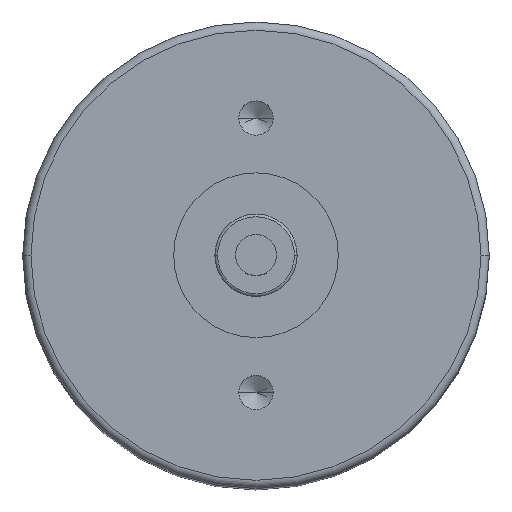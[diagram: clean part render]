
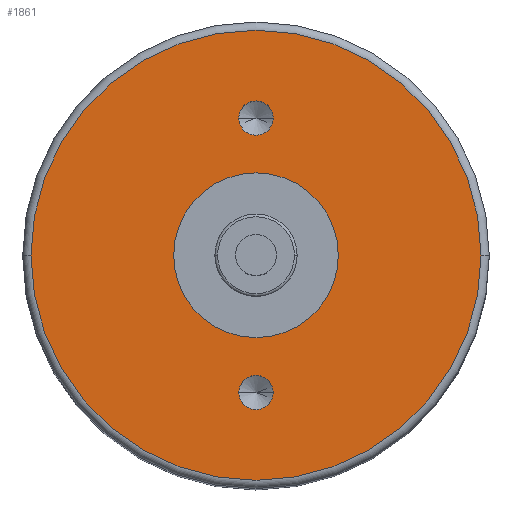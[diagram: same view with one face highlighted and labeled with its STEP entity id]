
A CAD part, top view. The second image highlights one B-rep face of the part: STEP entity #1861.
In plain terms, the highlighted planar face has unit normal (0, 0, 1).
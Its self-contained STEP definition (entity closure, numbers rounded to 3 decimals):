
#22 = VERTEX_POINT ( 'NONE', #2727 ) ;
#232 = CIRCLE ( 'NONE', #3659, 0.625 ) ;
#297 = DIRECTION ( 'NONE',  ( 1., 0., 0. ) ) ;
#367 = VERTEX_POINT ( 'NONE', #1819 ) ;
#440 = CARTESIAN_POINT ( 'NONE',  ( 0., 5., 0. ) ) ;
#463 = ORIENTED_EDGE ( 'NONE', *, *, #2172, .T. ) ;
#499 = ORIENTED_EDGE ( 'NONE', *, *, #2582, .T. ) ;
#511 = CARTESIAN_POINT ( 'NONE',  ( 0., 5., 0. ) ) ;
#546 = DIRECTION ( 'NONE',  ( 0., 0., 1. ) ) ;
#569 = EDGE_LOOP ( 'NONE', ( #3371, #3219 ) ) ;
#614 = ORIENTED_EDGE ( 'NONE', *, *, #1421, .F. ) ;
#682 = CARTESIAN_POINT ( 'NONE',  ( -0.625, 5., 0. ) ) ;
#695 = AXIS2_PLACEMENT_3D ( 'NONE', #511, #2633, #809 ) ;
#703 = EDGE_LOOP ( 'NONE', ( #463, #499 ) ) ;
#740 = DIRECTION ( 'NONE',  ( 1., 0., 0. ) ) ;
#809 = DIRECTION ( 'NONE',  ( 1., 0., 0. ) ) ;
#881 = CARTESIAN_POINT ( 'NONE',  ( 0.625, -5., 0. ) ) ;
#939 = FACE_BOUND ( 'NONE', #569, .T. ) ;
#1051 = CIRCLE ( 'NONE', #1939, 8.2 ) ;
#1158 = VERTEX_POINT ( 'NONE', #3630 ) ;
#1179 = AXIS2_PLACEMENT_3D ( 'NONE', #2373, #546, #2680 ) ;
#1394 = DIRECTION ( 'NONE',  ( 0., 0., 1. ) ) ;
#1421 = EDGE_CURVE ( 'NONE', #367, #1427, #3924, .T. ) ;
#1427 = VERTEX_POINT ( 'NONE', #881 ) ;
#1465 = CARTESIAN_POINT ( 'NONE',  ( -8.2, 0., 0. ) ) ;
#1502 = AXIS2_PLACEMENT_3D ( 'NONE', #1676, #3814, #1973 ) ;
#1554 = DIRECTION ( 'NONE',  ( 0., 0., 1. ) ) ;
#1624 = EDGE_LOOP ( 'NONE', ( #2284, #614 ) ) ;
#1653 = FACE_BOUND ( 'NONE', #1624, .T. ) ;
#1676 = CARTESIAN_POINT ( 'NONE',  ( 0., 0., 0. ) ) ;
#1819 = CARTESIAN_POINT ( 'NONE',  ( -0.625, -5., 0. ) ) ;
#1861 = ADVANCED_FACE ( 'NONE', ( #1873, #1653, #939 ), #3210, .T. ) ;
#1873 = FACE_OUTER_BOUND ( 'NONE', #703, .T. ) ;
#1939 = AXIS2_PLACEMENT_3D ( 'NONE', #3227, #1394, #3540 ) ;
#1973 = DIRECTION ( 'NONE',  ( 1., 0., 0. ) ) ;
#2123 = DIRECTION ( 'NONE',  ( 0., 0., 1. ) ) ;
#2172 = EDGE_CURVE ( 'NONE', #22, #3410, #1051, .T. ) ;
#2284 = ORIENTED_EDGE ( 'NONE', *, *, #3413, .F. ) ;
#2373 = CARTESIAN_POINT ( 'NONE',  ( 0., -5., 0. ) ) ;
#2575 = DIRECTION ( 'NONE',  ( 0., 0., 1. ) ) ;
#2582 = EDGE_CURVE ( 'NONE', #3410, #22, #2849, .T. ) ;
#2615 = CIRCLE ( 'NONE', #1179, 0.625 ) ;
#2633 = DIRECTION ( 'NONE',  ( 0., 0., 1. ) ) ;
#2680 = DIRECTION ( 'NONE',  ( 1., 0., 0. ) ) ;
#2727 = CARTESIAN_POINT ( 'NONE',  ( 8.2, 0., 0. ) ) ;
#2846 = VERTEX_POINT ( 'NONE', #682 ) ;
#2849 = CIRCLE ( 'NONE', #1502, 8.2 ) ;
#2894 = CARTESIAN_POINT ( 'NONE',  ( 0., 0., 0. ) ) ;
#2955 = EDGE_CURVE ( 'NONE', #2846, #1158, #232, .T. ) ;
#3071 = CIRCLE ( 'NONE', #695, 0.625 ) ;
#3210 = PLANE ( 'NONE',  #3493 ) ;
#3219 = ORIENTED_EDGE ( 'NONE', *, *, #2955, .F. ) ;
#3227 = CARTESIAN_POINT ( 'NONE',  ( 0., 0., 0. ) ) ;
#3328 = AXIS2_PLACEMENT_3D ( 'NONE', #3959, #2123, #297 ) ;
#3371 = ORIENTED_EDGE ( 'NONE', *, *, #3718, .F. ) ;
#3410 = VERTEX_POINT ( 'NONE', #1465 ) ;
#3413 = EDGE_CURVE ( 'NONE', #1427, #367, #2615, .T. ) ;
#3493 = AXIS2_PLACEMENT_3D ( 'NONE', #2894, #1554, #3703 ) ;
#3540 = DIRECTION ( 'NONE',  ( 1., 0., 0. ) ) ;
#3630 = CARTESIAN_POINT ( 'NONE',  ( 0.625, 5., 0. ) ) ;
#3659 = AXIS2_PLACEMENT_3D ( 'NONE', #440, #2575, #740 ) ;
#3703 = DIRECTION ( 'NONE',  ( 1., 0., 0. ) ) ;
#3718 = EDGE_CURVE ( 'NONE', #1158, #2846, #3071, .T. ) ;
#3814 = DIRECTION ( 'NONE',  ( 0., 0., 1. ) ) ;
#3924 = CIRCLE ( 'NONE', #3328, 0.625 ) ;
#3959 = CARTESIAN_POINT ( 'NONE',  ( 0., -5., 0. ) ) ;
